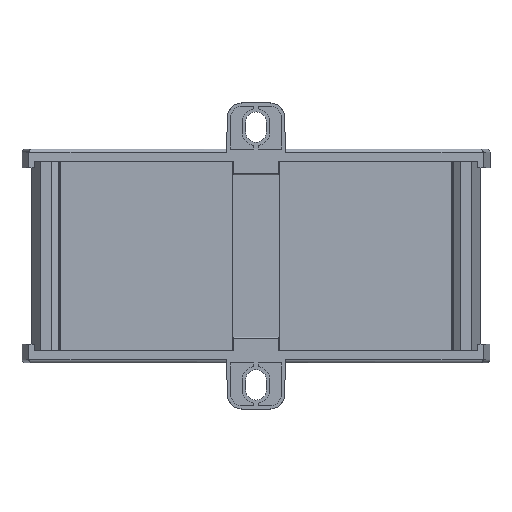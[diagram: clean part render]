
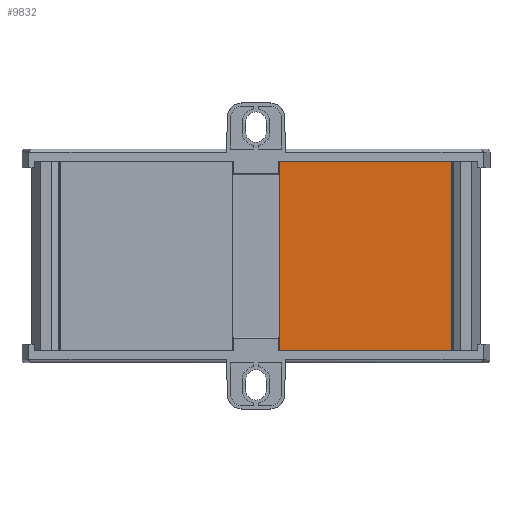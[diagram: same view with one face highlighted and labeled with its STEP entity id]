
A CAD part, front view. The second image highlights one B-rep face of the part: STEP entity #9832.
In plain terms, the highlighted planar face has unit normal (0, -1, 0).
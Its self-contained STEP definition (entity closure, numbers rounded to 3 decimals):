
#418 = CARTESIAN_POINT ( 'NONE',  ( 6.025, -1.653, 0. ) ) ;
#797 = VERTEX_POINT ( 'NONE', #815 ) ;
#815 = CARTESIAN_POINT ( 'NONE',  ( 51.609, -1.653, 0. ) ) ;
#1119 = LINE ( 'NONE', #7122, #10687 ) ;
#1451 = AXIS2_PLACEMENT_3D ( 'NONE', #12233, #9442, #7361 ) ;
#1522 = LINE ( 'NONE', #10611, #12562 ) ;
#1849 = DIRECTION ( 'NONE',  ( 0., 0., 1. ) ) ;
#3161 = CARTESIAN_POINT ( 'NONE',  ( 51.609, -1.653, -50. ) ) ;
#3221 = CARTESIAN_POINT ( 'NONE',  ( 6.025, -1.653, -50. ) ) ;
#3366 = ORIENTED_EDGE ( 'NONE', *, *, #7974, .T. ) ;
#4799 = DIRECTION ( 'NONE',  ( 0., 0., 1. ) ) ;
#5613 = LINE ( 'NONE', #12166, #7245 ) ;
#6188 = PLANE ( 'NONE',  #1451 ) ;
#6617 = VERTEX_POINT ( 'NONE', #3161 ) ;
#6863 = LINE ( 'NONE', #3221, #12247 ) ;
#7122 = CARTESIAN_POINT ( 'NONE',  ( 6.025, -1.653, -50. ) ) ;
#7245 = VECTOR ( 'NONE', #4799, 1000. ) ;
#7352 = DIRECTION ( 'NONE',  ( 1., 0., 0. ) ) ;
#7361 = DIRECTION ( 'NONE',  ( 0., 0., -1. ) ) ;
#7400 = EDGE_CURVE ( 'NONE', #9719, #10510, #1119, .T. ) ;
#7974 = EDGE_CURVE ( 'NONE', #6617, #797, #5613, .T. ) ;
#8915 = ORIENTED_EDGE ( 'NONE', *, *, #12434, .F. ) ;
#8930 = EDGE_LOOP ( 'NONE', ( #8915, #11435, #11896, #3366 ) ) ;
#9442 = DIRECTION ( 'NONE',  ( 0., -1., 0. ) ) ;
#9719 = VERTEX_POINT ( 'NONE', #11305 ) ;
#9832 = ADVANCED_FACE ( 'NONE', ( #13102 ), #6188, .T. ) ;
#10510 = VERTEX_POINT ( 'NONE', #418 ) ;
#10611 = CARTESIAN_POINT ( 'NONE',  ( 6.025, -1.653, 0. ) ) ;
#10687 = VECTOR ( 'NONE', #1849, 1000. ) ;
#11305 = CARTESIAN_POINT ( 'NONE',  ( 6.025, -1.653, -50. ) ) ;
#11435 = ORIENTED_EDGE ( 'NONE', *, *, #7400, .F. ) ;
#11508 = EDGE_CURVE ( 'NONE', #9719, #6617, #6863, .T. ) ;
#11536 = DIRECTION ( 'NONE',  ( 1., 0., 0. ) ) ;
#11896 = ORIENTED_EDGE ( 'NONE', *, *, #11508, .T. ) ;
#12166 = CARTESIAN_POINT ( 'NONE',  ( 51.609, -1.653, -50. ) ) ;
#12233 = CARTESIAN_POINT ( 'NONE',  ( 6.025, -1.653, -50. ) ) ;
#12247 = VECTOR ( 'NONE', #7352, 1000. ) ;
#12434 = EDGE_CURVE ( 'NONE', #10510, #797, #1522, .T. ) ;
#12562 = VECTOR ( 'NONE', #11536, 1000. ) ;
#13102 = FACE_OUTER_BOUND ( 'NONE', #8930, .T. ) ;
